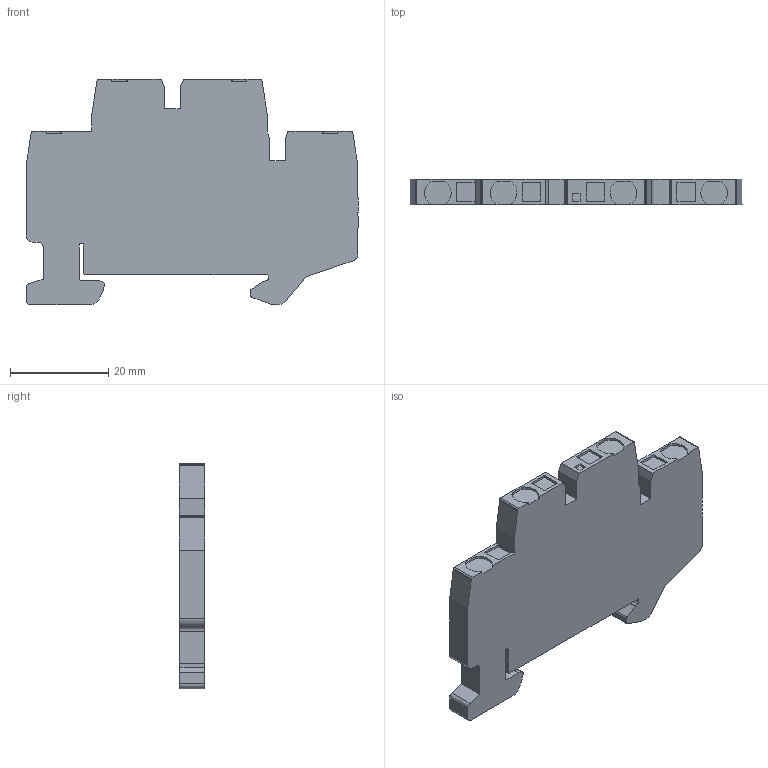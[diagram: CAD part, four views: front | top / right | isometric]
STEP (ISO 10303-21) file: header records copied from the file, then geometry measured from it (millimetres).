
FILE_DESCRIPTION( ('This file contains a STEP AP42 implementation' ,'as created by ZW3D STEP Interface translator.') ,'2;1' );
FILE_NAME( 'GUS2.5-202-PE.stp' ,'231020. 93342', (''), ('ZWCAD Software Co.'), 'Version 1.0', 'ZW3D to STEP translator', '' );
FILE_SCHEMA(('AP242_MANAGED_MODEL_BASED_3D_ENGINEERING_MIM_LF { 1 0 10303 442 1 1 4 }'));
Length unit declared in the file: millimetre
Products named in the file (1): 0
Bounding box: 67.7 x 5.2 x 46 mm (x, y, z)
Volume: 12345.7 mm3; surface area: 6287.3 mm2
Topology: 1 solids, 1 shells, 122 faces, 374 edges, 259 vertices
Faces by surface type: plane 86, bspline 18, cylinder 18
Entity records: 4726 total; most frequent: CARTESIAN_POINT 1312, ORIENTED_EDGE 748, DIRECTION 603, EDGE_CURVE 374, VECTOR 303, LINE 303, VERTEX_POINT 259, AXIS2_PLACEMENT_3D 150
